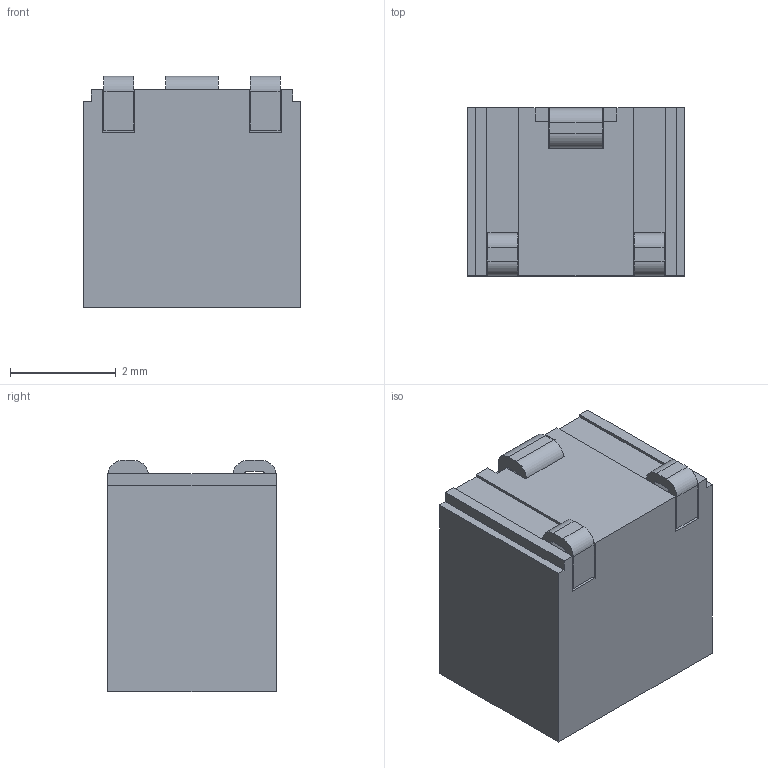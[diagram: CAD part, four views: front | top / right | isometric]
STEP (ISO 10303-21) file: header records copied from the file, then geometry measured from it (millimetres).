
FILE_DESCRIPTION((''),'2;1');
FILE_NAME('43W','2013-02-27T',('BMozley'),(''),'PRO/ENGINEER BY PARAMETRIC TECHNOLOGY CORPORATION, 2012480','PRO/ENGINEER BY PARAMETRIC TECHNOLOGY CORPORATION, 2012480','');
FILE_SCHEMA(('CONFIG_CONTROL_DESIGN'));
Length unit declared in the file: inch
Products named in the file (1): 43W
Bounding box: 4.11 x 3.17 x 4.37 mm (x, y, z)
Volume: 52.8 mm3; surface area: 104.2 mm2
Topology: 1 solids, 1 shells, 83 faces, 230 edges, 152 vertices
Faces by surface type: plane 67, cylinder 16
Entity records: 2668 total; most frequent: CARTESIAN_POINT 465, ORIENTED_EDGE 460, DIRECTION 432, EDGE_CURVE 230, VECTOR 194, LINE 194, VERTEX_POINT 152, AXIS2_PLACEMENT_3D 119
